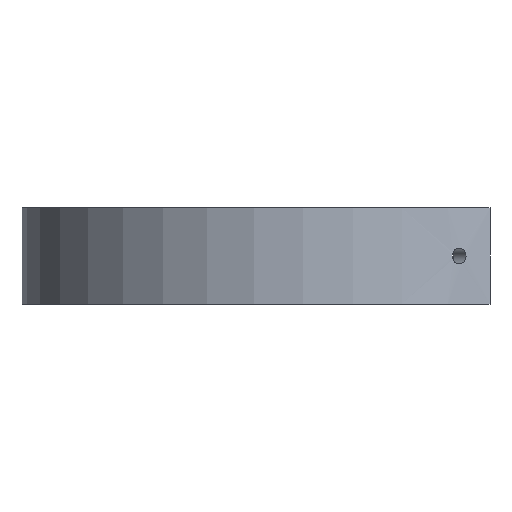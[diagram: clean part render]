
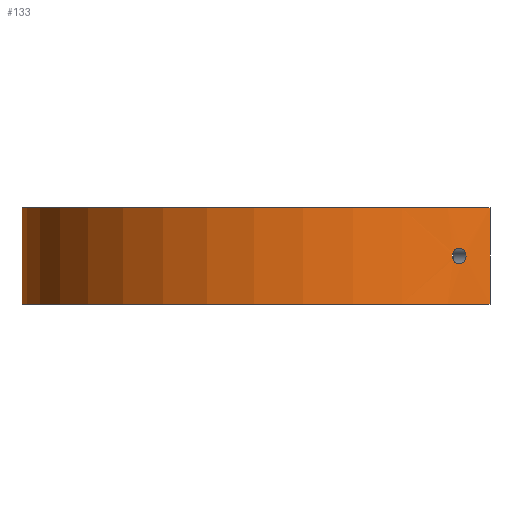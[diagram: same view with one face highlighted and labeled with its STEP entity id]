
A CAD part, left-side view. The second image highlights one B-rep face of the part: STEP entity #133.
In plain terms, the highlighted cylindrical face has radius 76.589 mm (diameter 153.178 mm), a partial arc.
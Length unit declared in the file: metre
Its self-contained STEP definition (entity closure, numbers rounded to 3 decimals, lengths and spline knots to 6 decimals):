
#18=LINE('',#237,#26);
#19=LINE('',#241,#27);
#26=VECTOR('',#179,1.);
#27=VECTOR('',#182,1.);
#34=CIRCLE('',#157,0.076589);
#35=CIRCLE('',#158,0.076589);
#42=ORIENTED_EDGE('',*,*,#74,.T.);
#43=ORIENTED_EDGE('',*,*,#75,.F.);
#44=ORIENTED_EDGE('',*,*,#76,.F.);
#45=ORIENTED_EDGE('',*,*,#77,.T.);
#46=ORIENTED_EDGE('',*,*,#78,.F.);
#47=ORIENTED_EDGE('',*,*,#79,.F.);
#74=EDGE_CURVE('',#90,#91,#34,.T.);
#75=EDGE_CURVE('',#92,#91,#18,.T.);
#76=EDGE_CURVE('',#93,#92,#35,.T.);
#77=EDGE_CURVE('',#93,#90,#19,.T.);
#78=EDGE_CURVE('',#94,#94,#98,.T.);
#79=EDGE_CURVE('',#95,#95,#99,.T.);
#90=VERTEX_POINT('',#235);
#91=VERTEX_POINT('',#236);
#92=VERTEX_POINT('',#238);
#93=VERTEX_POINT('',#240);
#94=VERTEX_POINT('',#253);
#95=VERTEX_POINT('',#265);
#98=B_SPLINE_CURVE_WITH_KNOTS('',3,(#242,#243,#244,#245,#246,#247,#248,
#249,#250,#251,#252),.UNSPECIFIED.,.T.,.F.,(1,1,1,1,1,1,1,1,1,1,1,1,1,1,
1),(-0.004735,-0.003156,-0.001578,0.,
0.001578,0.003156,0.004735,0.006313,
0.007891,0.009469,0.011047,0.012625,
0.014204,0.015782,0.01736),.UNSPECIFIED.);
#99=B_SPLINE_CURVE_WITH_KNOTS('',3,(#254,#255,#256,#257,#258,#259,#260,
#261,#262,#263,#264),.UNSPECIFIED.,.T.,.F.,(1,1,1,1,1,1,1,1,1,1,1,1,1,1,
1),(-0.004734,-0.003156,-0.001578,0.,
0.001578,0.003156,0.004734,0.006313,
0.007891,0.009469,0.011047,0.012625,
0.014203,0.015781,0.01736),.UNSPECIFIED.);
#103=EDGE_LOOP('',(#42,#43,#44,#45));
#104=EDGE_LOOP('',(#46));
#105=EDGE_LOOP('',(#47));
#117=FACE_BOUND('',#103,.T.);
#118=FACE_BOUND('',#104,.T.);
#119=FACE_BOUND('',#105,.T.);
#129=CYLINDRICAL_SURFACE('',#156,0.076589);
#133=ADVANCED_FACE('',(#117,#118,#119),#129,.T.);
#156=AXIS2_PLACEMENT_3D('',#233,#175,#176);
#157=AXIS2_PLACEMENT_3D('',#234,#177,#178);
#158=AXIS2_PLACEMENT_3D('',#239,#180,#181);
#175=DIRECTION('',(0.,0.,-1.));
#176=DIRECTION('',(0.,1.,0.));
#177=DIRECTION('',(0.,0.,1.));
#178=DIRECTION('',(0.,-1.,0.));
#179=DIRECTION('',(0.,0.,-1.));
#180=DIRECTION('',(0.,0.,1.));
#181=DIRECTION('',(0.,-1.,0.));
#182=DIRECTION('',(0.,0.,-1.));
#233=CARTESIAN_POINT('',(-0.061617,0.023101,0.0125));
#234=CARTESIAN_POINT('',(-0.061617,0.023101,-0.0125));
#235=CARTESIAN_POINT('',(0.014811,0.028064,-0.0125));
#236=CARTESIAN_POINT('',(-0.123542,-0.021968,-0.0125));
#237=CARTESIAN_POINT('',(-0.123542,-0.021968,0.0125));
#238=CARTESIAN_POINT('',(-0.123542,-0.021968,0.0125));
#239=CARTESIAN_POINT('',(-0.061617,0.023101,0.0125));
#240=CARTESIAN_POINT('',(0.014811,0.028064,0.0125));
#241=CARTESIAN_POINT('',(0.014811,0.028064,0.0125));
#242=CARTESIAN_POINT('',(0.013234,0.039337,-0.001579));
#243=CARTESIAN_POINT('',(0.013083,0.040005,0.));
#244=CARTESIAN_POINT('',(0.013234,0.039338,0.001578));
#245=CARTESIAN_POINT('',(0.013557,0.037789,0.00221));
#246=CARTESIAN_POINT('',(0.013842,0.036228,0.001581));
#247=CARTESIAN_POINT('',(0.013951,0.035561,0.));
#248=CARTESIAN_POINT('',(0.013842,0.036225,-0.001578));
#249=CARTESIAN_POINT('',(0.013557,0.037787,-0.002211));
#250=CARTESIAN_POINT('',(0.013234,0.039337,-0.001579));
#251=CARTESIAN_POINT('',(0.013083,0.040005,0.));
#252=CARTESIAN_POINT('',(0.013234,0.039338,0.001578));
#253=CARTESIAN_POINT('',(0.013133,0.039783,0.));
#254=CARTESIAN_POINT('',(-0.12786,-0.015347,-0.001582));
#255=CARTESIAN_POINT('',(-0.127514,-0.015929,0.));
#256=CARTESIAN_POINT('',(-0.12786,-0.015348,0.00158));
#257=CARTESIAN_POINT('',(-0.128644,-0.01397,0.00221));
#258=CARTESIAN_POINT('',(-0.129394,-0.012574,0.001578));
#259=CARTESIAN_POINT('',(-0.129706,-0.011966,0.000001));
#260=CARTESIAN_POINT('',(-0.129395,-0.012572,-0.001576));
#261=CARTESIAN_POINT('',(-0.128645,-0.013968,-0.002211));
#262=CARTESIAN_POINT('',(-0.12786,-0.015347,-0.001582));
#263=CARTESIAN_POINT('',(-0.127514,-0.015929,0.));
#264=CARTESIAN_POINT('',(-0.12786,-0.015348,0.00158));
#265=CARTESIAN_POINT('',(-0.12763,-0.015735,0.));
